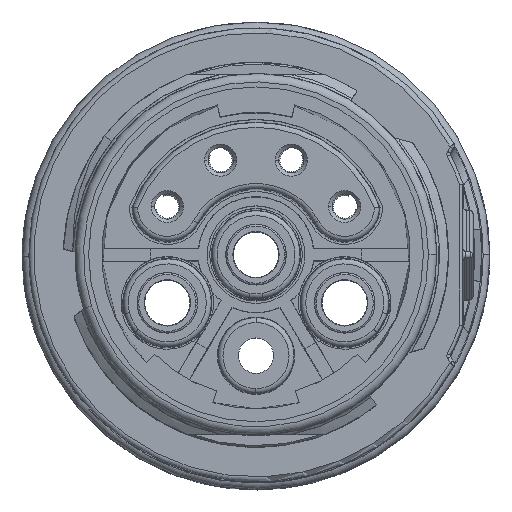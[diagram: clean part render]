
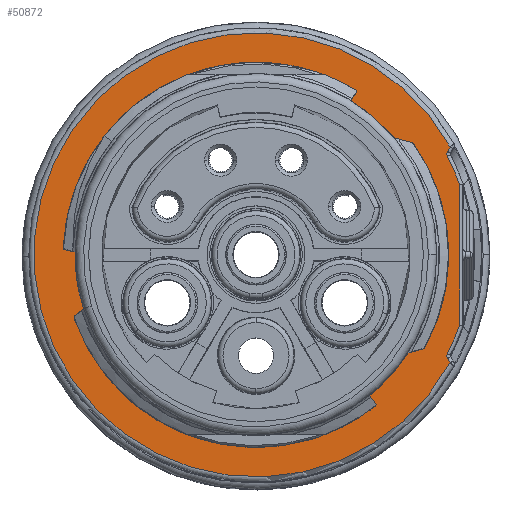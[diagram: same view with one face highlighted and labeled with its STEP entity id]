
A CAD part, top view. The second image highlights one B-rep face of the part: STEP entity #50872.
In plain terms, the highlighted planar face has unit normal (0, 0, 1).
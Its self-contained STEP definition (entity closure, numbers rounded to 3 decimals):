
#8662=CARTESIAN_POINT('',(0.,0.,32.8));
#8663=DIRECTION('',(0.,0.,1.));
#8664=DIRECTION('',(0.889,-0.458,0.));
#8665=AXIS2_PLACEMENT_3D('',#8662,#8663,#8664);
#8667=CARTESIAN_POINT('',(11.647,-5.997,32.8));
#8668=DIRECTION('',(0.,0.,-1.));
#8669=DIRECTION('',(-0.866,-0.5,0.));
#8670=AXIS2_PLACEMENT_3D('',#8667,#8668,#8669);
#8672=DIRECTION('',(-0.5,0.866,0.));
#8673=VECTOR('',#8672,0.304);
#8674=CARTESIAN_POINT('',(11.539,-6.411,32.8));
#8675=LINE('',#8674,#8673);
#8676=DIRECTION('',(0.5,0.866,0.));
#8677=VECTOR('',#8676,0.304);
#8678=CARTESIAN_POINT('',(11.387,6.147,32.8));
#8679=LINE('',#8678,#8677);
#8680=CARTESIAN_POINT('',(11.647,5.997,32.8));
#8681=DIRECTION('',(0.,0.,-1.));
#8682=DIRECTION('',(-0.889,-0.458,0.));
#8683=AXIS2_PLACEMENT_3D('',#8680,#8681,#8682);
#8685=CARTESIAN_POINT('',(0.,0.,32.8));
#8686=DIRECTION('',(0.,0.,1.));
#8687=DIRECTION('',(0.945,0.326,0.));
#8688=AXIS2_PLACEMENT_3D('',#8685,#8686,#8687);
#8690=DIRECTION('',(0.,1.,0.));
#8691=VECTOR('',#8690,8.35);
#8692=CARTESIAN_POINT('',(12.1,-4.175,32.8));
#8693=LINE('',#8692,#8691);
#8694=CARTESIAN_POINT('',(0.,0.,32.8));
#8695=DIRECTION('',(0.,0.,-1.));
#8696=DIRECTION('',(-0.085,0.996,0.));
#8697=AXIS2_PLACEMENT_3D('',#8694,#8695,#8696);
#8699=CARTESIAN_POINT('',(-0.96,11.309,32.8));
#8700=DIRECTION('',(0.,0.,1.));
#8701=DIRECTION('',(-0.085,0.996,0.));
#8702=AXIS2_PLACEMENT_3D('',#8699,#8700,#8701);
#8704=DIRECTION('',(-0.093,0.996,0.));
#8705=VECTOR('',#8704,0.6);
#8706=CARTESIAN_POINT('',(-1.004,10.703,32.8));
#8707=LINE('',#8706,#8705);
#8708=CARTESIAN_POINT('',(0.,0.,32.8));
#8709=DIRECTION('',(0.,0.,-1.));
#8710=DIRECTION('',(-0.954,-0.299,0.));
#8711=AXIS2_PLACEMENT_3D('',#8708,#8709,#8710);
#8713=DIRECTION('',(0.766,0.643,0.));
#8714=VECTOR('',#8713,0.616);
#8715=CARTESIAN_POINT('',(-10.729,-3.613,32.8));
#8716=LINE('',#8715,#8714);
#8717=CARTESIAN_POINT('',(-10.601,-3.767,32.8));
#8718=DIRECTION('',(0.,0.,-1.));
#8719=DIRECTION('',(-0.942,-0.335,0.));
#8720=AXIS2_PLACEMENT_3D('',#8717,#8718,#8719);
#8722=CARTESIAN_POINT('',(0.,0.,32.8));
#8723=DIRECTION('',(0.,0.,-1.));
#8724=DIRECTION('',(-0.65,-0.76,0.));
#8725=AXIS2_PLACEMENT_3D('',#8722,#8723,#8724);
#8727=CARTESIAN_POINT('',(-7.313,-8.549,32.8));
#8728=DIRECTION('',(0.,0.,-1.));
#8729=DIRECTION('',(-0.174,-0.985,0.));
#8730=AXIS2_PLACEMENT_3D('',#8727,#8728,#8729);
#8732=DIRECTION('',(-0.985,0.174,0.));
#8733=VECTOR('',#8732,1.502);
#8734=CARTESIAN_POINT('',(-5.868,-9.007,32.8));
#8735=LINE('',#8734,#8733);
#8736=CARTESIAN_POINT('',(0.,0.,32.8));
#8737=DIRECTION('',(0.,0.,-1.));
#8738=DIRECTION('',(0.522,0.853,0.));
#8739=AXIS2_PLACEMENT_3D('',#8736,#8737,#8738);
#8741=DIRECTION('',(-0.609,-0.793,0.));
#8742=VECTOR('',#8741,0.481);
#8743=CARTESIAN_POINT('',(5.901,9.553,32.8));
#8744=LINE('',#8743,#8742);
#8745=CARTESIAN_POINT('',(5.742,9.674,32.8));
#8746=DIRECTION('',(0.,0.,-1.));
#8747=DIRECTION('',(0.51,0.86,0.));
#8748=AXIS2_PLACEMENT_3D('',#8745,#8746,#8747);
#9276=CARTESIAN_POINT('',(11.539,6.411,32.8));
#9290=CARTESIAN_POINT('',(0.,0.,32.8));
#9291=DIRECTION('',(0.,0.,1.));
#9292=DIRECTION('',(0.874,0.486,0.));
#9293=AXIS2_PLACEMENT_3D('',#9290,#9291,#9292);
#36859=CARTESIAN_POINT('',(-0.968,11.409,32.8));
#36860=CARTESIAN_POINT('',(5.844,9.846,32.8));
#36861=VERTEX_POINT('',#36859);
#36862=VERTEX_POINT('',#36860);
#36863=CARTESIAN_POINT('',(-7.443,-8.701,32.8));
#36864=CARTESIAN_POINT('',(-10.789,-3.833,32.8));
#36865=VERTEX_POINT('',#36863);
#36866=VERTEX_POINT('',#36864);
#36867=CARTESIAN_POINT('',(-1.004,10.703,32.8));
#36868=CARTESIAN_POINT('',(-1.06,11.3,32.8));
#36869=VERTEX_POINT('',#36867);
#36870=VERTEX_POINT('',#36868);
#36871=CARTESIAN_POINT('',(-10.257,-3.217,32.8));
#36872=VERTEX_POINT('',#36871);
#36873=CARTESIAN_POINT('',(5.608,9.171,32.8));
#36874=CARTESIAN_POINT('',(-5.868,-9.007,32.8));
#36875=VERTEX_POINT('',#36873);
#36876=VERTEX_POINT('',#36874);
#36877=CARTESIAN_POINT('',(-7.347,-8.746,32.8));
#36878=VERTEX_POINT('',#36877);
#36879=CARTESIAN_POINT('',(-10.729,-3.613,32.8));
#36880=VERTEX_POINT('',#36879);
#36881=CARTESIAN_POINT('',(5.901,9.553,32.8));
#36882=VERTEX_POINT('',#36881);
#36913=CARTESIAN_POINT('',(11.38,-5.86,32.8));
#36914=CARTESIAN_POINT('',(12.1,-4.175,32.8));
#36915=VERTEX_POINT('',#36913);
#36916=VERTEX_POINT('',#36914);
#36917=CARTESIAN_POINT('',(11.387,-6.147,32.8));
#36918=VERTEX_POINT('',#36917);
#36921=CARTESIAN_POINT('',(11.539,-6.411,32.8));
#36922=VERTEX_POINT('',#36921);
#36944=VERTEX_POINT('',#9276);
#36946=CARTESIAN_POINT('',(11.387,6.147,32.8));
#36947=VERTEX_POINT('',#36946);
#36950=CARTESIAN_POINT('',(11.38,5.86,32.8));
#36951=VERTEX_POINT('',#36950);
#36954=CARTESIAN_POINT('',(12.1,4.175,32.8));
#36955=VERTEX_POINT('',#36954);
#50824=CARTESIAN_POINT('',(0.,0.,32.8));
#50825=DIRECTION('',(0.,0.,1.));
#50826=DIRECTION('',(1.,0.,0.));
#50827=AXIS2_PLACEMENT_3D('',#50824,#50825,#50826);
#50828=PLANE('',#50827);
#50830=ORIENTED_EDGE('',*,*,#50829,.F.);
#50832=ORIENTED_EDGE('',*,*,#50831,.F.);
#50834=ORIENTED_EDGE('',*,*,#50833,.F.);
#50836=ORIENTED_EDGE('',*,*,#50835,.F.);
#50838=ORIENTED_EDGE('',*,*,#50837,.F.);
#50840=ORIENTED_EDGE('',*,*,#50839,.F.);
#50842=ORIENTED_EDGE('',*,*,#50841,.F.);
#50844=ORIENTED_EDGE('',*,*,#50843,.F.);
#50845=EDGE_LOOP('',(#50830,#50832,#50834,#50836,#50838,#50840,#50842,#50844));
#50846=FACE_OUTER_BOUND('',#50845,.F.);
#50848=ORIENTED_EDGE('',*,*,#50847,.F.);
#50850=ORIENTED_EDGE('',*,*,#50849,.T.);
#50852=ORIENTED_EDGE('',*,*,#50851,.F.);
#50854=ORIENTED_EDGE('',*,*,#50853,.F.);
#50856=ORIENTED_EDGE('',*,*,#50855,.F.);
#50857=ORIENTED_EDGE('',*,*,#50812,.F.);
#50859=ORIENTED_EDGE('',*,*,#50858,.F.);
#50861=ORIENTED_EDGE('',*,*,#50860,.F.);
#50863=ORIENTED_EDGE('',*,*,#50862,.F.);
#50865=ORIENTED_EDGE('',*,*,#50864,.F.);
#50867=ORIENTED_EDGE('',*,*,#50866,.F.);
#50869=ORIENTED_EDGE('',*,*,#50868,.F.);
#50870=EDGE_LOOP('',(#50848,#50850,#50852,#50854,#50856,#50857,#50859,#50861,
#50863,#50865,#50867,#50869));
#50871=FACE_BOUND('',#50870,.F.);
#8666=CIRCLE('',#8665,12.8);
#8671=CIRCLE('',#8670,0.3);
#8684=CIRCLE('',#8683,0.3);
#8689=CIRCLE('',#8688,12.8);
#8698=CIRCLE('',#8697,11.45);
#8703=CIRCLE('',#8702,0.1);
#8712=CIRCLE('',#8711,10.75);
#8721=CIRCLE('',#8720,0.2);
#8726=CIRCLE('',#8725,11.45);
#8731=CIRCLE('',#8730,0.2);
#8740=CIRCLE('',#8739,10.75);
#8749=CIRCLE('',#8748,0.2);
#9294=CIRCLE('',#9293,13.2);
#50812=EDGE_CURVE('',#36866,#36880,#8721,.T.);
#50829=EDGE_CURVE('',#36915,#36916,#8666,.T.);
#50831=EDGE_CURVE('',#36918,#36915,#8671,.T.);
#50833=EDGE_CURVE('',#36922,#36918,#8675,.T.);
#50835=EDGE_CURVE('',#36944,#36922,#9294,.T.);
#50837=EDGE_CURVE('',#36947,#36944,#8679,.T.);
#50839=EDGE_CURVE('',#36951,#36947,#8684,.T.);
#50841=EDGE_CURVE('',#36955,#36951,#8689,.T.);
#50843=EDGE_CURVE('',#36916,#36955,#8693,.T.);
#50847=EDGE_CURVE('',#36861,#36862,#8698,.T.);
#50849=EDGE_CURVE('',#36861,#36870,#8703,.T.);
#50851=EDGE_CURVE('',#36869,#36870,#8707,.T.);
#50853=EDGE_CURVE('',#36872,#36869,#8712,.T.);
#50855=EDGE_CURVE('',#36880,#36872,#8716,.T.);
#50858=EDGE_CURVE('',#36865,#36866,#8726,.T.);
#50860=EDGE_CURVE('',#36878,#36865,#8731,.T.);
#50862=EDGE_CURVE('',#36876,#36878,#8735,.T.);
#50864=EDGE_CURVE('',#36875,#36876,#8740,.T.);
#50866=EDGE_CURVE('',#36882,#36875,#8744,.T.);
#50868=EDGE_CURVE('',#36862,#36882,#8749,.T.);
#50872=ADVANCED_FACE('',(#50846,#50871),#50828,.T.);
